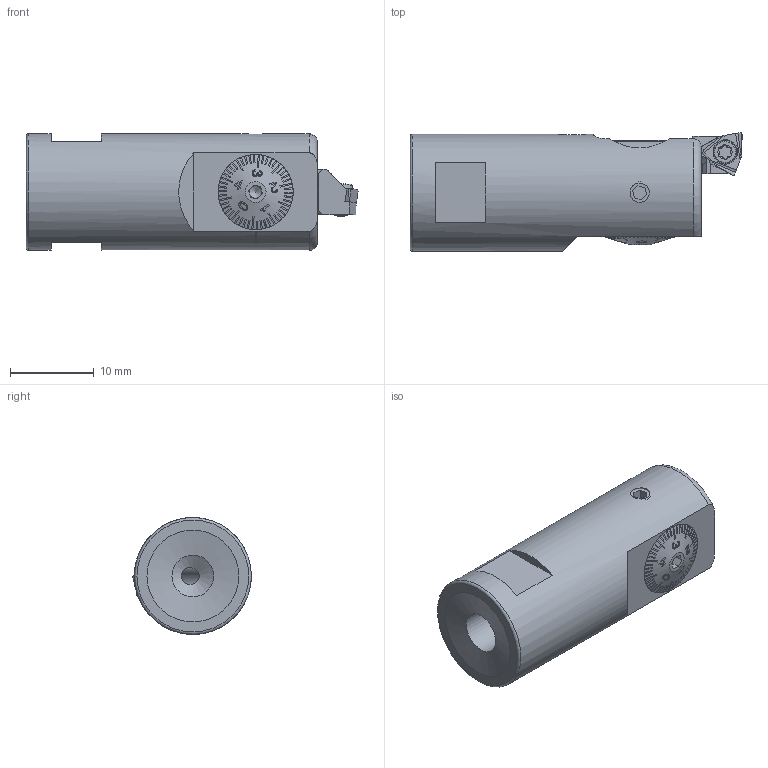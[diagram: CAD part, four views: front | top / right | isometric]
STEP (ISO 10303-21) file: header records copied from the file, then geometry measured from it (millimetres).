
FILE_DESCRIPTION (( 'STEP AP214' ), '1' );
FILE_NAME ('HS6.F14.K11.040.STEP', '2020-10-22T13:59:00', ( '' ), ( '' ), 'SwSTEP 2.0', 'SolidWorks 2017', '' );
FILE_SCHEMA (( 'AUTOMOTIVE_DESIGN' ));
Length unit declared in the file: millimetre
Products named in the file (15): F14-BG2.001.000_A; F14-BG3.001.007_A; F14-BG1.001.009_B; WWA-SFH.020.004; ISO 2338 - 1.5 h8 x 4; ISO 2338 - 1 h8 x 4; HS6-F14.K11.040_A; F14-BG3.003.004_A; WWA-ER2.001.004_A; ISO 14581 - M2.5x4; HS6.F14.K11.040; F14-WWA.001.004; F14-WWA.001.004_C; DIN 3771 - 8x0.5; ISO 4766 - M3 x 2
Assembly tree (14 placements, depth 3):
  HS6.F14.K11.040
    HS6-F14.K11.040_A
    F14-BG1.001.009_B
    F14-BG3.003.004_A
    F14-BG2.001.000_A
    F14-BG3.001.007_A
    ISO 2338 - 1.5 h8 x 4
    ISO 2338 - 1 h8 x 4
    DIN 3771 - 8x0.5
    ISO 4766 - M3 x 2
    F14-WWA.001.004
      F14-WWA.001.004_C
      WWA-SFH.020.004
      WWA-ER2.001.004_A
    ISO 14581 - M2.5x4
Bounding box: 39.76 x 14.2 x 14 mm (x, y, z)
Volume: 4755.8 mm3; surface area: 3932.2 mm2
Topology: 13 solids, 13 shells, 564 faces, 1526 edges, 1002 vertices
Faces by surface type: plane 397, cylinder 78, cone 42, bspline 35, torus 12
Full cylindrical faces by diameter (mm): 1 x3, 1.5 x2, 1.6 x1, 2 x3, 2.3 x2, 2.5 x1, 2.7 x2, 3 x3, 3.25 x1, 3.45 x1, 3.5 x1, 3.95 x1, 5 x1, 5.6 x2, 5.85 x1, 5.9 x4, 6.05 x1, 6.2 x1, 7.85 x1, 9 x4, 14 x1
Entity records: 20693 total; most frequent: CARTESIAN_POINT 6109, ORIENTED_EDGE 2848, DIRECTION 2367, EDGE_CURVE 1424, VERTEX_POINT 975, VECTOR 789, AXIS2_PLACEMENT_3D 789, LINE 789
